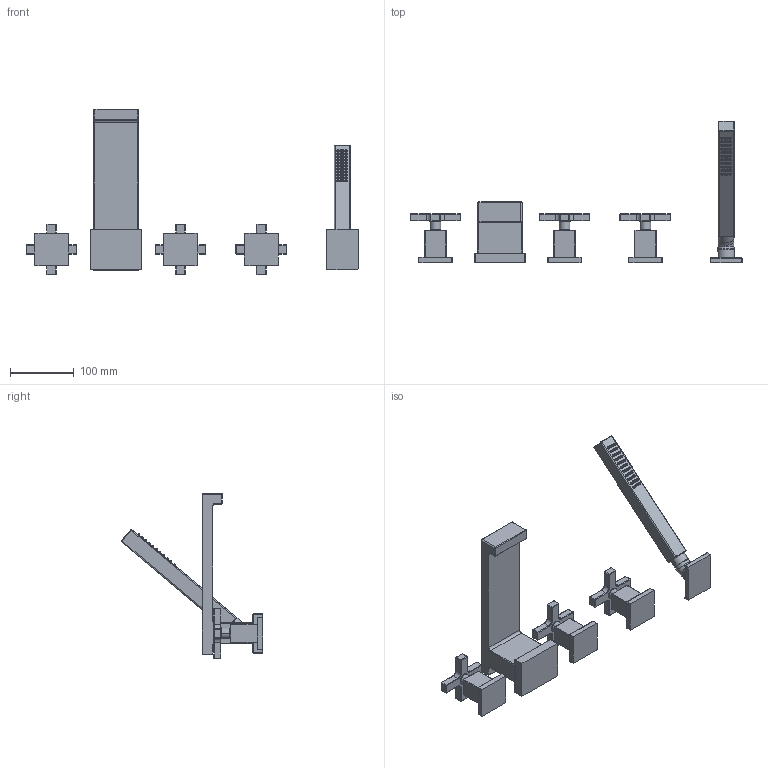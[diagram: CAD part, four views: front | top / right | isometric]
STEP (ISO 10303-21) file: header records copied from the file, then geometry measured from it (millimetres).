
FILE_DESCRIPTION((''),'2;1');
FILE_NAME('3-2997','2021-03-22T14:25:26',('jinson.thomas'),(''),'CREO PARAMETRIC BY PTC INC, 2018400','CREO PARAMETRIC BY PTC INC, 2018400','');
FILE_SCHEMA(('CONFIG_CONTROL_DESIGN'));
Products named in the file (1): 3-2997
Bounding box: 522.1 x 222.8 x 260.38 mm (x, y, z)
Volume: 1019104.8 mm3; surface area: 168762.3 mm2
Topology: 5 solids, 6 shells, 1215 faces, 2630 edges, 1532 vertices
Faces by surface type: cylinder 378, bspline 274, plane 171, cone 154, torus 152, sphere 86
Entity records: 54518 total; most frequent: CARTESIAN_POINT 29413, ORIENTED_EDGE 5260, DIRECTION 5040, EDGE_CURVE 2630, AXIS2_PLACEMENT_3D 2061, VERTEX_POINT 1532, EDGE_LOOP 1322, FACE_OUTER_BOUND 1215
